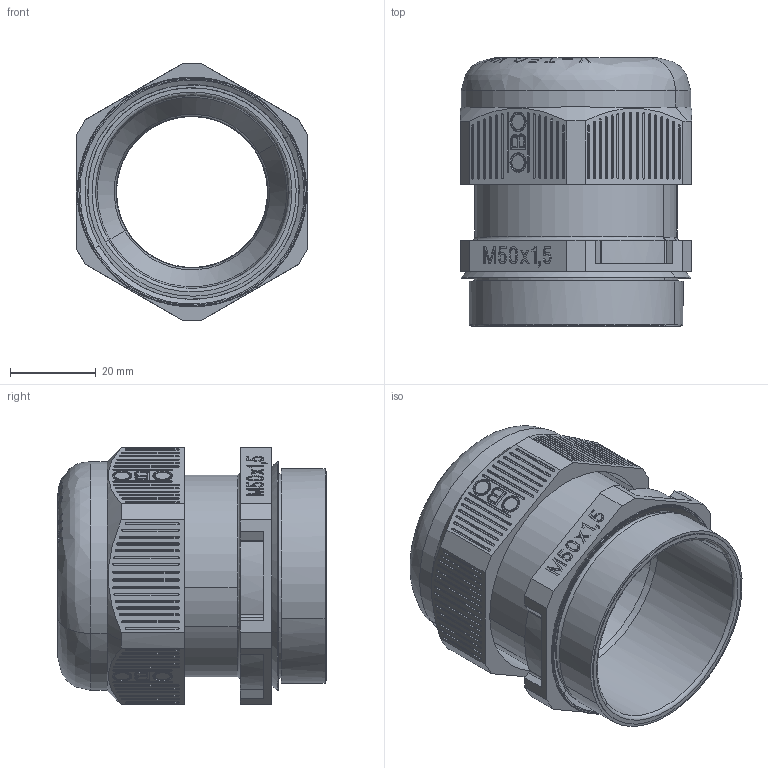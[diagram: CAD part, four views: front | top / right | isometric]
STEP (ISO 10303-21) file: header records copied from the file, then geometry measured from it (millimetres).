
FILE_DESCRIPTION(/* description */ (''),/* implementation_level */ '2;1');
FILE_NAME(/* name */ '2022874',/* time_stamp */ '2014-01-09T09:34:31+01:00',/* author */ (''),/* organization */ (''),/* preprocessor_version */ 'ST-DEVELOPER v15',/* originating_system */ '',/* authorisation */ '');
FILE_SCHEMA (('CONFIG_CONTROL_DESIGN'));
Length unit declared in the file: millimetre
Products named in the file (1): Block 01
Bounding box: 54 x 62.53 x 59.84 mm (x, y, z)
Volume: 33978 mm3; surface area: 27105.7 mm2
Topology: 2 solids, 2 shells, 1462 faces, 3915 edges, 2596 vertices
Faces by surface type: plane 950, bspline 512
Entity records: 56264 total; most frequent: CARTESIAN_POINT 32089, ORIENTED_EDGE 7830, EDGE_CURVE 3915, VERTEX_POINT 2596, B_SPLINE_CURVE_WITH_KNOTS 2188, EDGE_LOOP 1605, ADVANCED_FACE 1462, FACE_OUTER_BOUND 1462
